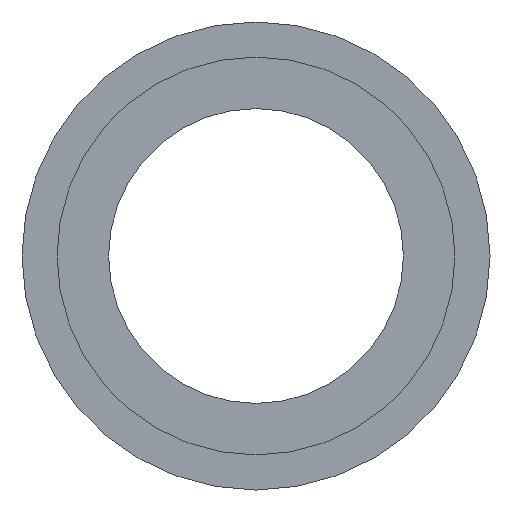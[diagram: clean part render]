
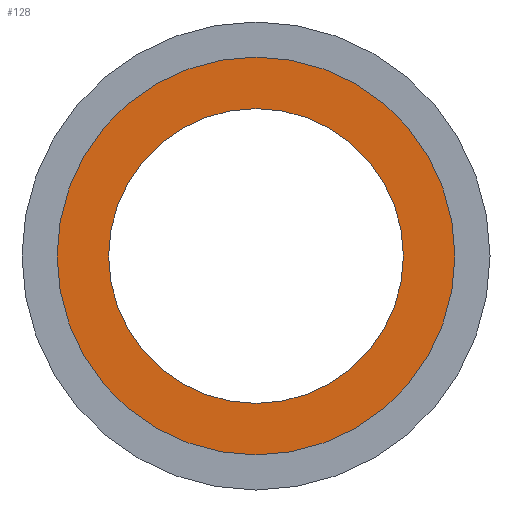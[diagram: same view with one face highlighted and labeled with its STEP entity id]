
A CAD part, front view. The second image highlights one B-rep face of the part: STEP entity #128.
In plain terms, the highlighted planar face has unit normal (0, -1, 0).
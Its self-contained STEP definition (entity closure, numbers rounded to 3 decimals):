
#18=FACE_BOUND('',#48,.T.);
#22=PLANE('',#160);
#35=FACE_OUTER_BOUND('',#47,.T.);
#47=EDGE_LOOP('',(#117));
#48=EDGE_LOOP('',(#118));
#64=CIRCLE('',#152,17.);
#67=CIRCLE('',#158,12.6);
#73=VERTEX_POINT('',#221);
#76=VERTEX_POINT('',#231);
#85=EDGE_CURVE('',#73,#73,#64,.T.);
#89=EDGE_CURVE('',#76,#76,#67,.T.);
#117=ORIENTED_EDGE('',*,*,#85,.F.);
#118=ORIENTED_EDGE('',*,*,#89,.F.);
#128=ADVANCED_FACE('',(#35,#18),#22,.F.);
#152=AXIS2_PLACEMENT_3D('',#223,#184,#185);
#158=AXIS2_PLACEMENT_3D('',#233,#197,#198);
#160=AXIS2_PLACEMENT_3D('',#236,#202,#203);
#184=DIRECTION('center_axis',(0.,1.,0.));
#185=DIRECTION('ref_axis',(1.,0.,0.));
#197=DIRECTION('center_axis',(0.,-1.,0.));
#198=DIRECTION('ref_axis',(1.,0.,0.));
#202=DIRECTION('center_axis',(0.,1.,0.));
#203=DIRECTION('ref_axis',(1.,0.,0.));
#221=CARTESIAN_POINT('',(-17.,0.,0.));
#223=CARTESIAN_POINT('Origin',(0.,0.,0.));
#231=CARTESIAN_POINT('',(-12.6,0.,0.));
#233=CARTESIAN_POINT('Origin',(0.,0.,0.));
#236=CARTESIAN_POINT('Origin',(0.,0.,0.));
